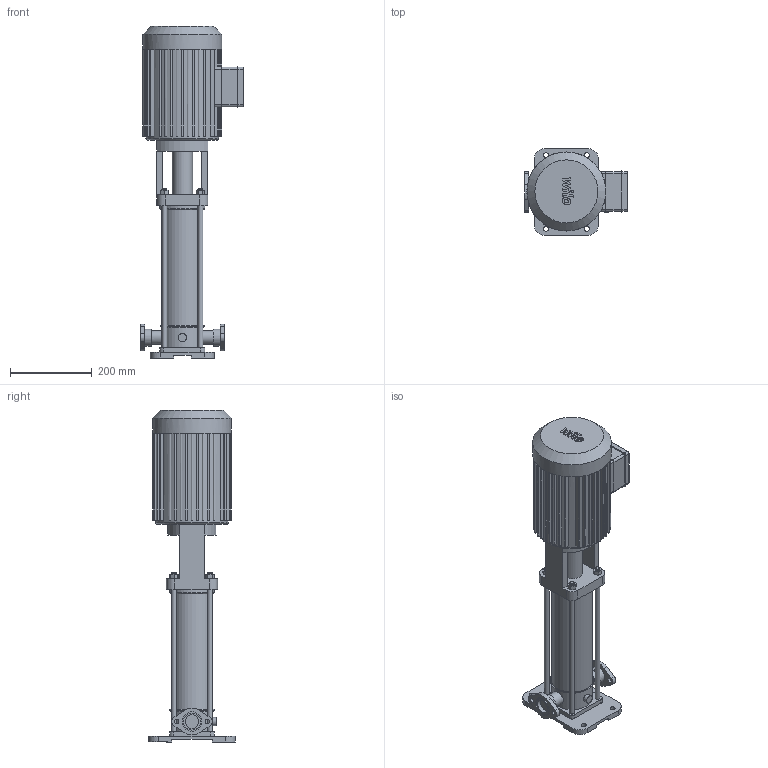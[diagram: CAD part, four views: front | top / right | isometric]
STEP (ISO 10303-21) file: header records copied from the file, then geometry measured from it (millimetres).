
FILE_DESCRIPTION(/* description */ (''),/* implementation_level */ '2;1');
FILE_NAME(/* name */ '3d_MVI212-1_16_E_3-400-50-2-4024676.stp',/* time_stamp */ '2017-01-31T19:41:42+01:00',/* author */ ('Łukasz'),/* organization */ (''),/* preprocessor_version */ 'ST-DEVELOPER v16.1',/* originating_system */ 'AutoCAD Mechanical',/* authorisation */ '');
FILE_SCHEMA (('AUTOMOTIVE_DESIGN { 1 0 10303 214 3 1 1 }'));
Length unit declared in the file: millimetre
Products named in the file (1): Product
Bounding box: 251 x 212 x 811.7 mm (x, y, z)
Volume: 12549787.1 mm3; surface area: 807116.1 mm2
Topology: 16 solids, 16 shells, 501 faces, 1274 edges, 824 vertices
Faces by surface type: plane 318, cylinder 132, bspline 24, torus 21, cone 6
Full cylindrical faces by diameter (mm): 11 x4, 12 x12, 20 x1, 33.7 x4, 41.7 x4, 47.7 x2, 50 x1, 100 x2, 110 x1, 178 x1, 193 x1
Entity records: 15361 total; most frequent: CARTESIAN_POINT 3204, DIRECTION 2551, ORIENTED_EDGE 2434, EDGE_CURVE 1217, AXIS2_PLACEMENT_3D 911, VERTEX_POINT 816, LINE 729, VECTOR 729
